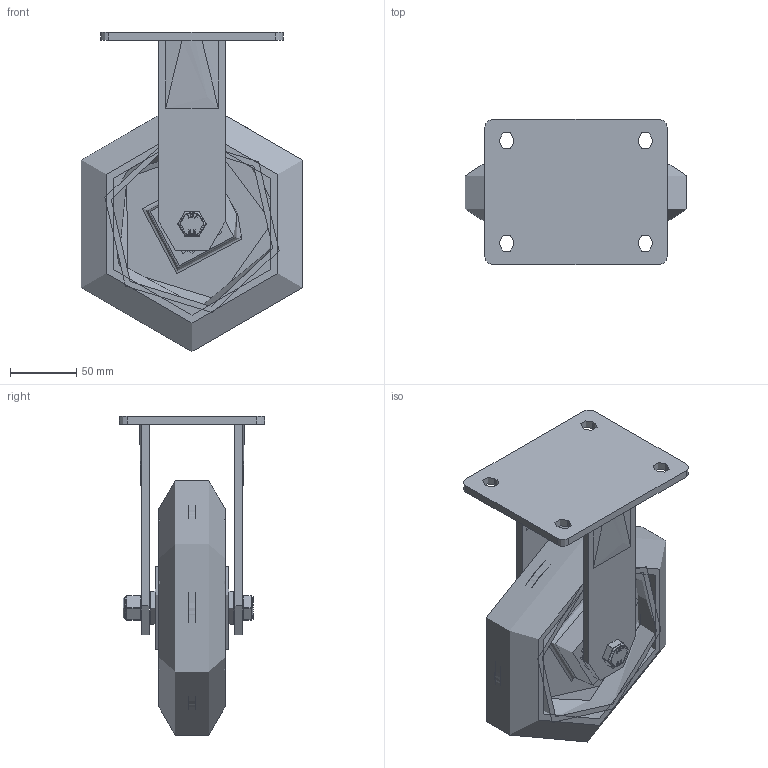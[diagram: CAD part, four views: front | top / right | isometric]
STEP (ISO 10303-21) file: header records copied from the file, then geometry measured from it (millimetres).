
FILE_DESCRIPTION(/* description */ ('','CAx-IF Rec.Pracs.---Representation and Presentation of Product Manufacturing Information (PMI)---4.0---2014-10-13'),/* implementation_level */ '2;1');
FILE_NAME(/* name */ 'BZKFL200RPTABJ.step',/* time_stamp */ '2025-02-26T13:14:08Z',/* author */ (''),/* organization */ (''),/* preprocessor_version */ 'ST-DEVELOPER v20',/* originating_system */ 'Autodesk Translation Framework v13.20.0.188',/* authorisation */ '');
FILE_SCHEMA (('AP242_MANAGED_MODEL_BASED_3D_ENGINEERING_MIM_LF { 1 0 10303 442 1 1 4 }'));
Length unit declared in the file: millimetre
Products named in the file (28): BZKFL200RPTABJ; BZKFL200AS v1; BZKFL200AS; FABRICATED STEEL BRACKET; BZH200WRPTABJM20 v1; 95 SHORE A POLYURETHANE TYRE; ALUMINIUM RIM; ALUMINIUM RIM Geometry; BEARING SPACER; BEARING6204; BALL BEARINGS; BEARING6204 (1); BALL BEARINGS (1); Component3; INNER; OUTER; MIDDLE; RUBBER; TH20X4X12 v1; ZINC PLATED HEADED SPACER; TH20X4X12 v1 (1); ZINC PLATED HEADED SPACER (1); HEXBOLTM12X90Z8.8 v2; GRADE 8.8 ZINC PLATED BOLT; NYLOCM12Z14MM v1; NYLOC NUT; NUT; RUBBER (1)
Assembly tree (46 placements, depth 5):
  BZKFL200RPTABJ
    BZKFL200AS v1
      BZKFL200AS
      FABRICATED STEEL BRACKET
    BZH200WRPTABJM20 v1
      95 SHORE A POLYURETHANE TYRE
      ALUMINIUM RIM
        ALUMINIUM RIM Geometry
        BEARING SPACER
      BEARING6204
        INNER
        OUTER
        BALL BEARINGS
          Component3  x8
        MIDDLE
        RUBBER
      BEARING6204 (1)
        BALL BEARINGS (1)
          Component3  x8
        INNER
        OUTER
        MIDDLE
        RUBBER
    TH20X4X12 v1
      ZINC PLATED HEADED SPACER
    TH20X4X12 v1 (1)
      ZINC PLATED HEADED SPACER (1)
    HEXBOLTM12X90Z8.8 v2
      GRADE 8.8 ZINC PLATED BOLT
    NYLOCM12Z14MM v1
      NYLOC NUT
        NUT
        RUBBER (1)
Bounding box: 168 x 110 x 241.65 mm (x, y, z)
Volume: 1248581.8 mm3; surface area: 298308.4 mm2
Topology: 35 solids, 35 shells, 1032 faces, 2637 edges, 1745 vertices
Faces by surface type: plane 400, bspline 333, cylinder 216, sphere 66, torus 12, cone 5
Full cylindrical faces by diameter (mm): 9 x24, 9.836 x16, 11.834 x16, 12 x3, 12.2 x2, 13 x2, 14 x2, 17.75 x1, 18.5 x1, 19.9 x2, 20 x3, 24 x1, 25 x2, 27 x2, 28.5 x8, 30.8 x4, 31.3 x4, 40.3 x4, 40.5 x4, 40.8 x4, 42 x11, 47 x4, 138 x4, 168 x2
Entity records: 29979 total; most frequent: CARTESIAN_POINT 13889, ORIENTED_EDGE 3332, DIRECTION 2762, EDGE_CURVE 1666, VERTEX_POINT 1111, AXIS2_PLACEMENT_3D 1007, EDGE_LOOP 863, LINE 748
